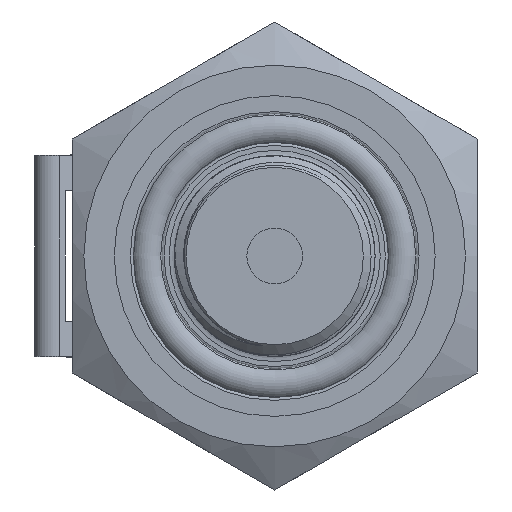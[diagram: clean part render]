
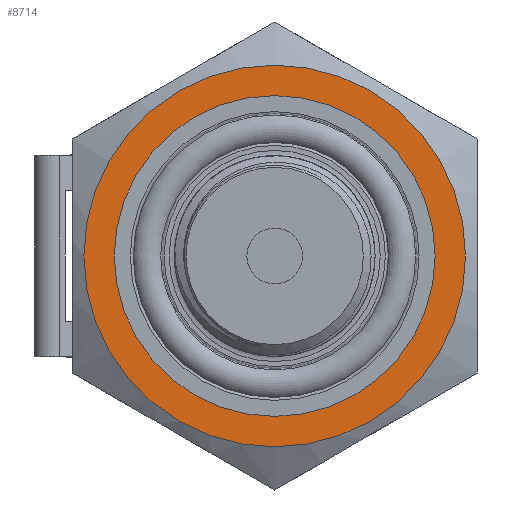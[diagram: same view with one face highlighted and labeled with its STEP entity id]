
A CAD part, left-side view. The second image highlights one B-rep face of the part: STEP entity #8714.
In plain terms, the highlighted planar face has unit normal (-1, 0, 0).
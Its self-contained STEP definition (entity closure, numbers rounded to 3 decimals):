
#159=PLANE('',#9181);
#316=FACE_BOUND('',#1453,.T.);
#923=FACE_OUTER_BOUND('',#1452,.T.);
#1452=EDGE_LOOP('',(#7439));
#1453=EDGE_LOOP('',(#7440));
#1770=CIRCLE('',#9146,11.3);
#1788=CIRCLE('',#9180,9.5);
#4114=VERTEX_POINT('',#23315);
#4131=VERTEX_POINT('',#24821);
#5248=EDGE_CURVE('',#4114,#4114,#1770,.T.);
#5282=EDGE_CURVE('',#4131,#4131,#1788,.T.);
#7439=ORIENTED_EDGE('',*,*,#5248,.T.);
#7440=ORIENTED_EDGE('',*,*,#5282,.T.);
#8714=ADVANCED_FACE('',(#923,#316),#159,.T.);
#9146=AXIS2_PLACEMENT_3D('',#23317,#10274,#10275);
#9180=AXIS2_PLACEMENT_3D('',#24822,#10350,#10351);
#9181=AXIS2_PLACEMENT_3D('',#24824,#10353,#10354);
#10274=DIRECTION('center_axis',(-1.,0.,0.));
#10275=DIRECTION('ref_axis',(0.,1.,0.));
#10350=DIRECTION('center_axis',(1.,0.,0.));
#10351=DIRECTION('ref_axis',(0.,0.,-1.));
#10353=DIRECTION('center_axis',(-1.,0.,0.));
#10354=DIRECTION('ref_axis',(0.,0.,1.));
#23315=CARTESIAN_POINT('',(14.,-11.3,0.));
#23317=CARTESIAN_POINT('Origin',(14.,0.,0.));
#24821=CARTESIAN_POINT('',(14.,-9.5,0.));
#24822=CARTESIAN_POINT('Origin',(14.,0.,0.));
#24824=CARTESIAN_POINT('Origin',(14.,12.,0.));
